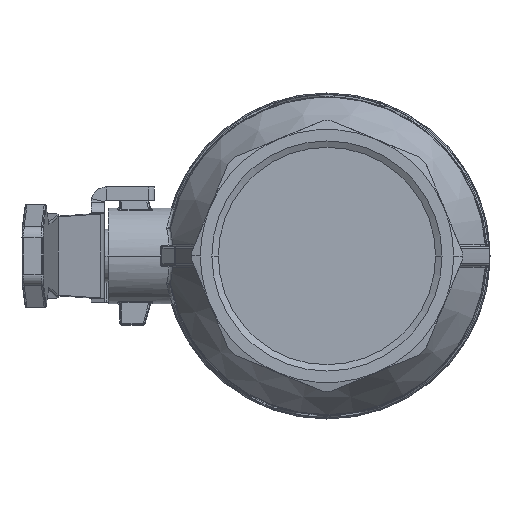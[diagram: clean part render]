
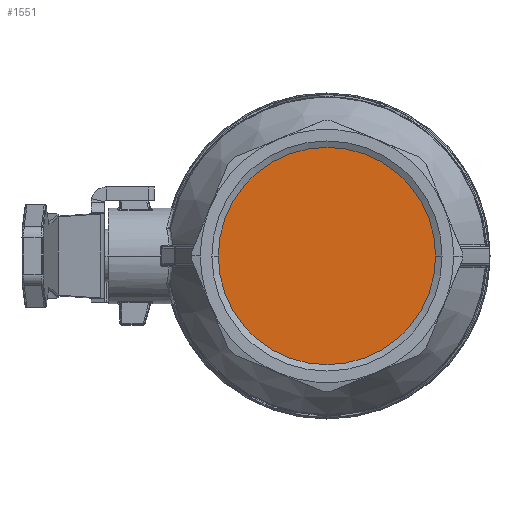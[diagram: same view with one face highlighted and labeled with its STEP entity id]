
A CAD part, left-side view. The second image highlights one B-rep face of the part: STEP entity #1551.
In plain terms, the highlighted planar face has unit normal (-1, 0, 0).
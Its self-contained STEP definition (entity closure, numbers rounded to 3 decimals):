
#1551=ADVANCED_FACE('',(#4204),#4205,.F.);
#4204=FACE_OUTER_BOUND('',#8038,.T.);
#4205=PLANE('',#8039);
#8038=EDGE_LOOP('',(#21452,#21453));
#8039=AXIS2_PLACEMENT_3D('',#21454,#21455,#21456);
#21452=ORIENTED_EDGE('',*,*,#31282,.T.);
#21453=ORIENTED_EDGE('',*,*,#31199,.T.);
#21454=CARTESIAN_POINT('',(-35.0,25.964,0.0));
#21455=DIRECTION('',(1.0,0.0,0.0));
#21456=DIRECTION('',(0.0,1.0,0.0));
#31199=EDGE_CURVE('',#36142,#36144,#36146,.T.);
#31282=EDGE_CURVE('',#36144,#36142,#36273,.T.);
#36142=VERTEX_POINT('',#44186);
#36144=VERTEX_POINT('',#44189);
#36146=CIRCLE('',#44192,28.328);
#36273=CIRCLE('',#44575,28.328);
#44186=CARTESIAN_POINT('',(-35.0,28.328,0.));
#44189=CARTESIAN_POINT('',(-35.0,-28.328,0.));
#44192=AXIS2_PLACEMENT_3D('',#59601,#59602,#59603);
#44575=AXIS2_PLACEMENT_3D('',#59695,#59696,#59697);
#59601=CARTESIAN_POINT('',(-35.0,0.0,0.0));
#59602=DIRECTION('',(-1.0,0.0,0.0));
#59603=DIRECTION('',(0.0,1.0,0.0));
#59695=CARTESIAN_POINT('',(-35.0,0.0,0.0));
#59696=DIRECTION('',(-1.0,0.0,0.0));
#59697=DIRECTION('',(0.0,1.0,0.0));
